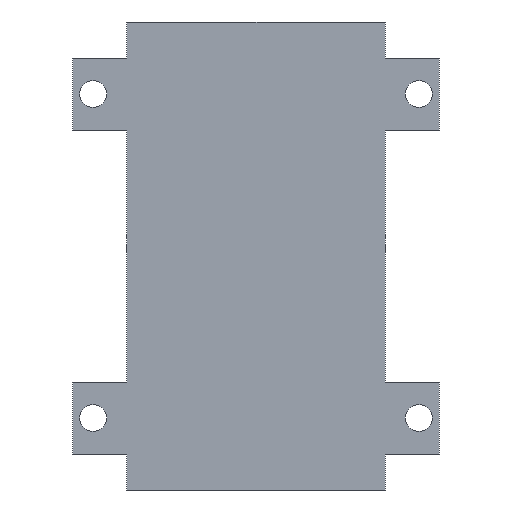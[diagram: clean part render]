
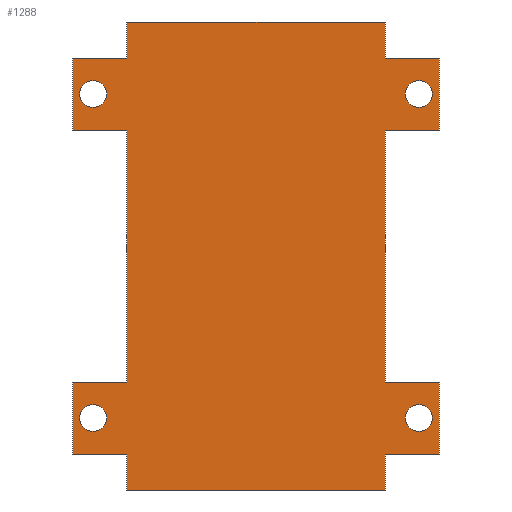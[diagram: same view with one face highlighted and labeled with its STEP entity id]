
A CAD part, front view. The second image highlights one B-rep face of the part: STEP entity #1288.
In plain terms, the highlighted planar face has unit normal (0, -1, 0).
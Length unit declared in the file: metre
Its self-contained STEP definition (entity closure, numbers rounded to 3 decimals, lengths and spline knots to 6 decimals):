
#26=CIRCLE('',#1372,0.0015);
#27=CIRCLE('',#1373,0.0015);
#28=CIRCLE('',#1374,0.0015);
#29=CIRCLE('',#1375,0.0015);
#106=ORIENTED_EDGE('',*,*,#441,.T.);
#107=ORIENTED_EDGE('',*,*,#472,.F.);
#108=ORIENTED_EDGE('',*,*,#473,.F.);
#109=ORIENTED_EDGE('',*,*,#474,.T.);
#110=ORIENTED_EDGE('',*,*,#449,.T.);
#111=ORIENTED_EDGE('',*,*,#475,.F.);
#112=ORIENTED_EDGE('',*,*,#476,.T.);
#113=ORIENTED_EDGE('',*,*,#477,.T.);
#114=ORIENTED_EDGE('',*,*,#445,.T.);
#115=ORIENTED_EDGE('',*,*,#469,.T.);
#116=ORIENTED_EDGE('',*,*,#453,.F.);
#117=ORIENTED_EDGE('',*,*,#478,.F.);
#118=ORIENTED_EDGE('',*,*,#479,.F.);
#119=ORIENTED_EDGE('',*,*,#480,.T.);
#120=ORIENTED_EDGE('',*,*,#461,.F.);
#121=ORIENTED_EDGE('',*,*,#481,.F.);
#122=ORIENTED_EDGE('',*,*,#482,.T.);
#123=ORIENTED_EDGE('',*,*,#483,.T.);
#124=ORIENTED_EDGE('',*,*,#457,.F.);
#125=ORIENTED_EDGE('',*,*,#470,.F.);
#126=ORIENTED_EDGE('',*,*,#484,.T.);
#127=ORIENTED_EDGE('',*,*,#485,.F.);
#128=ORIENTED_EDGE('',*,*,#486,.T.);
#129=ORIENTED_EDGE('',*,*,#487,.F.);
#441=EDGE_CURVE('',#626,#624,#753,.T.);
#445=EDGE_CURVE('',#630,#629,#757,.T.);
#449=EDGE_CURVE('',#634,#633,#761,.T.);
#453=EDGE_CURVE('',#636,#638,#765,.T.);
#457=EDGE_CURVE('',#641,#642,#769,.T.);
#461=EDGE_CURVE('',#645,#646,#773,.T.);
#469=EDGE_CURVE('',#629,#638,#781,.T.);
#470=EDGE_CURVE('',#626,#641,#782,.T.);
#472=EDGE_CURVE('',#652,#624,#784,.T.);
#473=EDGE_CURVE('',#653,#652,#785,.T.);
#474=EDGE_CURVE('',#653,#634,#786,.T.);
#475=EDGE_CURVE('',#654,#633,#787,.T.);
#476=EDGE_CURVE('',#654,#655,#788,.T.);
#477=EDGE_CURVE('',#655,#630,#789,.T.);
#478=EDGE_CURVE('',#656,#636,#790,.T.);
#479=EDGE_CURVE('',#657,#656,#791,.T.);
#480=EDGE_CURVE('',#657,#646,#792,.T.);
#481=EDGE_CURVE('',#658,#645,#793,.T.);
#482=EDGE_CURVE('',#658,#659,#794,.T.);
#483=EDGE_CURVE('',#659,#642,#795,.T.);
#484=EDGE_CURVE('',#660,#660,#26,.F.);
#485=EDGE_CURVE('',#661,#661,#27,.F.);
#486=EDGE_CURVE('',#662,#662,#28,.F.);
#487=EDGE_CURVE('',#663,#663,#29,.F.);
#624=VERTEX_POINT('',#1846);
#626=VERTEX_POINT('',#1849);
#629=VERTEX_POINT('',#1855);
#630=VERTEX_POINT('',#1857);
#633=VERTEX_POINT('',#1863);
#634=VERTEX_POINT('',#1865);
#636=VERTEX_POINT('',#1871);
#638=VERTEX_POINT('',#1874);
#641=VERTEX_POINT('',#1880);
#642=VERTEX_POINT('',#1882);
#645=VERTEX_POINT('',#1888);
#646=VERTEX_POINT('',#1890);
#652=VERTEX_POINT('',#1910);
#653=VERTEX_POINT('',#1912);
#654=VERTEX_POINT('',#1915);
#655=VERTEX_POINT('',#1917);
#656=VERTEX_POINT('',#1920);
#657=VERTEX_POINT('',#1922);
#658=VERTEX_POINT('',#1925);
#659=VERTEX_POINT('',#1927);
#660=VERTEX_POINT('',#1930);
#661=VERTEX_POINT('',#1932);
#662=VERTEX_POINT('',#1934);
#663=VERTEX_POINT('',#1936);
#753=LINE('',#1848,#915);
#757=LINE('',#1856,#919);
#761=LINE('',#1864,#923);
#765=LINE('',#1873,#927);
#769=LINE('',#1881,#931);
#773=LINE('',#1889,#935);
#781=LINE('',#1904,#943);
#782=LINE('',#1906,#944);
#784=LINE('',#1909,#946);
#785=LINE('',#1911,#947);
#786=LINE('',#1913,#948);
#787=LINE('',#1914,#949);
#788=LINE('',#1916,#950);
#789=LINE('',#1918,#951);
#790=LINE('',#1919,#952);
#791=LINE('',#1921,#953);
#792=LINE('',#1923,#954);
#793=LINE('',#1924,#955);
#794=LINE('',#1926,#956);
#795=LINE('',#1928,#957);
#915=VECTOR('',#1486,1.);
#919=VECTOR('',#1490,1.);
#923=VECTOR('',#1494,1.);
#927=VECTOR('',#1500,1.);
#931=VECTOR('',#1504,1.);
#935=VECTOR('',#1508,1.);
#943=VECTOR('',#1518,1.);
#944=VECTOR('',#1521,1.);
#946=VECTOR('',#1525,1.);
#947=VECTOR('',#1526,1.);
#948=VECTOR('',#1527,1.);
#949=VECTOR('',#1528,1.);
#950=VECTOR('',#1529,1.);
#951=VECTOR('',#1530,1.);
#952=VECTOR('',#1531,1.);
#953=VECTOR('',#1532,1.);
#954=VECTOR('',#1533,1.);
#955=VECTOR('',#1534,1.);
#956=VECTOR('',#1535,1.);
#957=VECTOR('',#1536,1.);
#1064=EDGE_LOOP('',(#106,#107,#108,#109,#110,#111,#112,#113,#114,#115,#116,
#117,#118,#119,#120,#121,#122,#123,#124,#125));
#1065=EDGE_LOOP('',(#126));
#1066=EDGE_LOOP('',(#127));
#1067=EDGE_LOOP('',(#128));
#1068=EDGE_LOOP('',(#129));
#1148=FACE_BOUND('',#1064,.T.);
#1149=FACE_BOUND('',#1065,.T.);
#1150=FACE_BOUND('',#1066,.T.);
#1151=FACE_BOUND('',#1067,.T.);
#1152=FACE_BOUND('',#1068,.T.);
#1232=PLANE('',#1371);
#1288=ADVANCED_FACE('',(#1148,#1149,#1150,#1151,#1152),#1232,.F.);
#1371=AXIS2_PLACEMENT_3D('',#1908,#1523,#1524);
#1372=AXIS2_PLACEMENT_3D('',#1929,#1537,#1538);
#1373=AXIS2_PLACEMENT_3D('',#1931,#1539,#1540);
#1374=AXIS2_PLACEMENT_3D('',#1933,#1541,#1542);
#1375=AXIS2_PLACEMENT_3D('',#1935,#1543,#1544);
#1486=DIRECTION('',(0.,0.,1.));
#1490=DIRECTION('',(0.,0.,1.));
#1494=DIRECTION('',(0.,0.,1.));
#1500=DIRECTION('',(0.,0.,1.));
#1504=DIRECTION('',(0.,0.,1.));
#1508=DIRECTION('',(0.,0.,1.));
#1518=DIRECTION('',(-1.,0.,0.));
#1521=DIRECTION('',(-1.,0.,0.));
#1523=DIRECTION('',(0.,1.,0.));
#1524=DIRECTION('',(1.,0.,0.));
#1525=DIRECTION('',(-1.,0.,0.));
#1526=DIRECTION('',(0.,0.,-1.));
#1527=DIRECTION('',(-1.,0.,0.));
#1528=DIRECTION('',(-1.,0.,0.));
#1529=DIRECTION('',(0.,0.,1.));
#1530=DIRECTION('',(-1.,0.,0.));
#1531=DIRECTION('',(1.,0.,0.));
#1532=DIRECTION('',(0.,0.,1.));
#1533=DIRECTION('',(1.,0.,0.));
#1534=DIRECTION('',(1.,0.,0.));
#1535=DIRECTION('',(0.,0.,-1.));
#1536=DIRECTION('',(1.,0.,0.));
#1537=DIRECTION('',(0.,-1.,0.));
#1538=DIRECTION('',(1.,0.,0.));
#1539=DIRECTION('',(0.,1.,0.));
#1540=DIRECTION('',(1.,0.,0.));
#1541=DIRECTION('',(0.,-1.,0.));
#1542=DIRECTION('',(-1.,0.,0.));
#1543=DIRECTION('',(0.,1.,0.));
#1544=DIRECTION('',(-1.,0.,0.));
#1846=CARTESIAN_POINT('',(0.01435,0.,-0.022));
#1848=CARTESIAN_POINT('',(0.01435,0.,0.));
#1849=CARTESIAN_POINT('',(0.01435,0.,-0.026));
#1855=CARTESIAN_POINT('',(0.01435,0.,0.026));
#1856=CARTESIAN_POINT('',(0.01435,0.,0.));
#1857=CARTESIAN_POINT('',(0.01435,0.,0.022));
#1863=CARTESIAN_POINT('',(0.01435,0.,0.014));
#1864=CARTESIAN_POINT('',(0.01435,0.,0.));
#1865=CARTESIAN_POINT('',(0.01435,0.,-0.014));
#1871=CARTESIAN_POINT('',(-0.01435,0.,0.022));
#1873=CARTESIAN_POINT('',(-0.01435,0.,0.));
#1874=CARTESIAN_POINT('',(-0.01435,0.,0.026));
#1880=CARTESIAN_POINT('',(-0.01435,0.,-0.026));
#1881=CARTESIAN_POINT('',(-0.01435,0.,0.));
#1882=CARTESIAN_POINT('',(-0.01435,0.,-0.022));
#1888=CARTESIAN_POINT('',(-0.01435,0.,-0.014));
#1889=CARTESIAN_POINT('',(-0.01435,0.,0.));
#1890=CARTESIAN_POINT('',(-0.01435,0.,0.014));
#1904=CARTESIAN_POINT('',(0.,0.,0.026));
#1906=CARTESIAN_POINT('',(0.,0.,-0.026));
#1908=CARTESIAN_POINT('',(0.,0.,0.));
#1909=CARTESIAN_POINT('',(0.02035,0.,-0.022));
#1910=CARTESIAN_POINT('',(0.02035,0.,-0.022));
#1911=CARTESIAN_POINT('',(0.02035,0.,0.));
#1912=CARTESIAN_POINT('',(0.02035,0.,-0.014));
#1913=CARTESIAN_POINT('',(0.02035,0.,-0.014));
#1914=CARTESIAN_POINT('',(0.02035,0.,0.014));
#1915=CARTESIAN_POINT('',(0.02035,0.,0.014));
#1916=CARTESIAN_POINT('',(0.02035,0.,0.));
#1917=CARTESIAN_POINT('',(0.02035,0.,0.022));
#1918=CARTESIAN_POINT('',(0.02035,0.,0.022));
#1919=CARTESIAN_POINT('',(-0.02035,0.,0.022));
#1920=CARTESIAN_POINT('',(-0.02035,0.,0.022));
#1921=CARTESIAN_POINT('',(-0.02035,0.,0.));
#1922=CARTESIAN_POINT('',(-0.02035,0.,0.014));
#1923=CARTESIAN_POINT('',(-0.02035,0.,0.014));
#1924=CARTESIAN_POINT('',(-0.02035,0.,-0.014));
#1925=CARTESIAN_POINT('',(-0.02035,0.,-0.014));
#1926=CARTESIAN_POINT('',(-0.02035,0.,0.));
#1927=CARTESIAN_POINT('',(-0.02035,0.,-0.022));
#1928=CARTESIAN_POINT('',(-0.02035,0.,-0.022));
#1929=CARTESIAN_POINT('',(-0.0181,0.,-0.018));
#1930=CARTESIAN_POINT('',(-0.0166,0.,-0.018));
#1931=CARTESIAN_POINT('',(-0.0181,0.,0.018));
#1932=CARTESIAN_POINT('',(-0.0166,0.,0.018));
#1933=CARTESIAN_POINT('',(0.0181,0.,0.018));
#1934=CARTESIAN_POINT('',(0.0166,0.,0.018));
#1935=CARTESIAN_POINT('',(0.0181,0.,-0.018));
#1936=CARTESIAN_POINT('',(0.0166,0.,-0.018));
